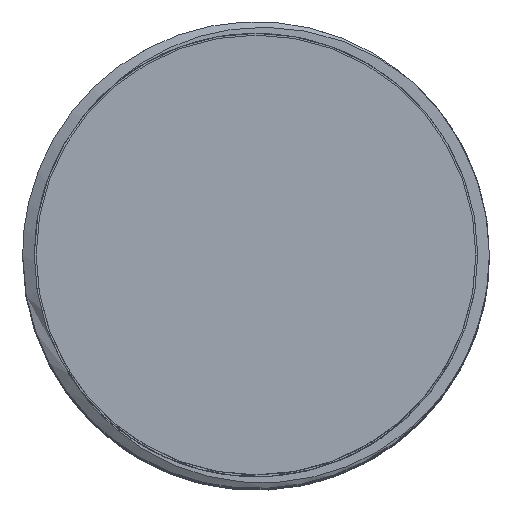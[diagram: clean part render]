
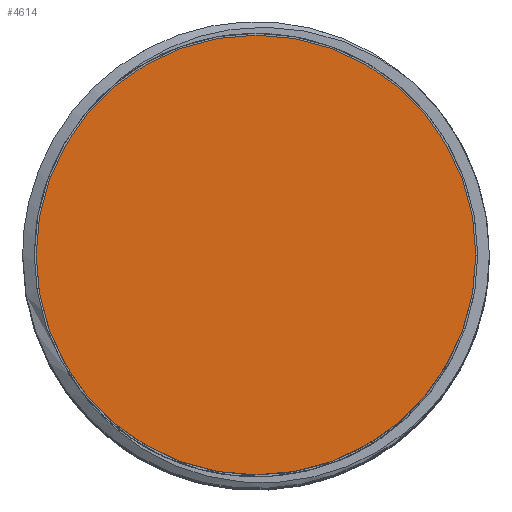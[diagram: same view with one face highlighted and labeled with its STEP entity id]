
A CAD part, top view. The second image highlights one B-rep face of the part: STEP entity #4614.
In plain terms, the highlighted planar face has unit normal (0, 0, 1).
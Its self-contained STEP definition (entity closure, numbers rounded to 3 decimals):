
#541 = EDGE_CURVE ( 'NONE', #3045, #10166, #2464, .T. ) ;
#669 = AXIS2_PLACEMENT_3D ( 'NONE', #5129, #7981, #2614 ) ;
#2464 = CIRCLE ( 'NONE', #7130, 14.129 ) ;
#2614 = DIRECTION ( 'NONE',  ( 1., 0., 0. ) ) ;
#3045 = VERTEX_POINT ( 'NONE', #8786 ) ;
#3206 = ORIENTED_EDGE ( 'NONE', *, *, #541, .T. ) ;
#3442 = DIRECTION ( 'NONE',  ( 1., 0., 0. ) ) ;
#3478 = DIRECTION ( 'NONE',  ( 0., 0., 1. ) ) ;
#4304 = PLANE ( 'NONE',  #9489 ) ;
#4401 = CARTESIAN_POINT ( 'NONE',  ( 14.129, 0., 71.3 ) ) ;
#4614 = ADVANCED_FACE ( 'NONE', ( #9623 ), #4304, .T. ) ;
#5129 = CARTESIAN_POINT ( 'NONE',  ( 0., 0., 71.3 ) ) ;
#6247 = CIRCLE ( 'NONE', #669, 14.129 ) ;
#6322 = EDGE_CURVE ( 'NONE', #10166, #3045, #6247, .T. ) ;
#6749 = CARTESIAN_POINT ( 'NONE',  ( 0., 0., 71.3 ) ) ;
#7130 = AXIS2_PLACEMENT_3D ( 'NONE', #6749, #10313, #7638 ) ;
#7638 = DIRECTION ( 'NONE',  ( 1., 0., 0. ) ) ;
#7809 = EDGE_LOOP ( 'NONE', ( #3206, #7897 ) ) ;
#7897 = ORIENTED_EDGE ( 'NONE', *, *, #6322, .T. ) ;
#7981 = DIRECTION ( 'NONE',  ( 0., 0., 1. ) ) ;
#8786 = CARTESIAN_POINT ( 'NONE',  ( -14.129, 0., 71.3 ) ) ;
#8843 = CARTESIAN_POINT ( 'NONE',  ( 0., 0., 71.3 ) ) ;
#9489 = AXIS2_PLACEMENT_3D ( 'NONE', #8843, #3478, #3442 ) ;
#9623 = FACE_OUTER_BOUND ( 'NONE', #7809, .T. ) ;
#10166 = VERTEX_POINT ( 'NONE', #4401 ) ;
#10313 = DIRECTION ( 'NONE',  ( 0., 0., 1. ) ) ;
